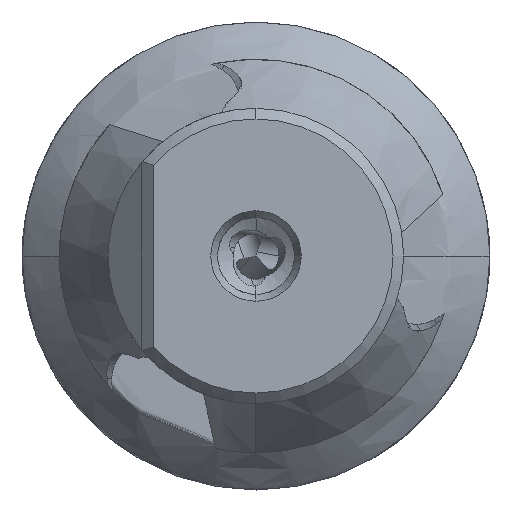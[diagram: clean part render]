
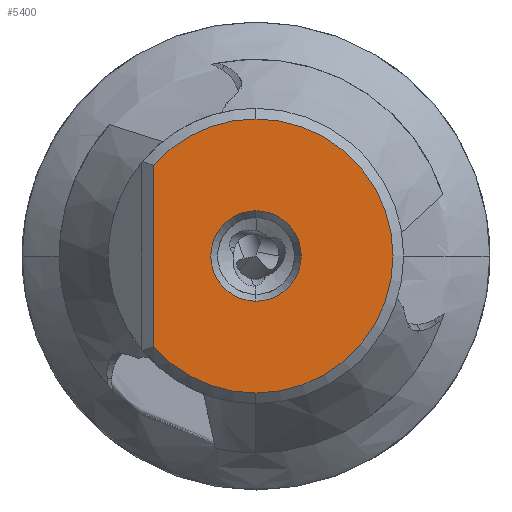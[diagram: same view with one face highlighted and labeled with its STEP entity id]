
A CAD part, left-side view. The second image highlights one B-rep face of the part: STEP entity #5400.
In plain terms, the highlighted planar face has unit normal (-1, 0, 0).
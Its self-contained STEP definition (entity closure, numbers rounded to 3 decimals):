
#90 = VERTEX_POINT ( 'NONE', #5127 ) ;
#97 = AXIS2_PLACEMENT_3D ( 'NONE', #5935, #2742, #6473 ) ;
#193 = ORIENTED_EDGE ( 'NONE', *, *, #544, .F. ) ;
#289 = VERTEX_POINT ( 'NONE', #4915 ) ;
#456 = CARTESIAN_POINT ( 'NONE',  ( -109.15, 0., 0. ) ) ;
#498 = DIRECTION ( 'NONE',  ( 0., 0., 1. ) ) ;
#514 = ORIENTED_EDGE ( 'NONE', *, *, #3261, .T. ) ;
#544 = EDGE_CURVE ( 'NONE', #2399, #3421, #829, .T. ) ;
#567 = ORIENTED_EDGE ( 'NONE', *, *, #3796, .T. ) ;
#792 = CIRCLE ( 'NONE', #5723, 3.827 ) ;
#797 = DIRECTION ( 'NONE',  ( 1., 0., 0. ) ) ;
#829 = LINE ( 'NONE', #4030, #2732 ) ;
#931 = FACE_OUTER_BOUND ( 'NONE', #4318, .T. ) ;
#1001 = DIRECTION ( 'NONE',  ( 0., 0., -1. ) ) ;
#1528 = ORIENTED_EDGE ( 'NONE', *, *, #5894, .F. ) ;
#1564 = CARTESIAN_POINT ( 'NONE',  ( -109.15, 11.6, 0. ) ) ;
#1664 = AXIS2_PLACEMENT_3D ( 'NONE', #456, #4155, #1001 ) ;
#1832 = CARTESIAN_POINT ( 'NONE',  ( -109.15, 0., -11.6 ) ) ;
#1906 = DIRECTION ( 'NONE',  ( 0., 0., 1. ) ) ;
#1932 = CARTESIAN_POINT ( 'NONE',  ( -109.15, 0., 0. ) ) ;
#1967 = DIRECTION ( 'NONE',  ( 1., 0., 0. ) ) ;
#2078 = CIRCLE ( 'NONE', #1664, 11.6 ) ;
#2117 = CIRCLE ( 'NONE', #3310, 3.827 ) ;
#2321 = CARTESIAN_POINT ( 'NONE',  ( -109.15, 0., -3.827 ) ) ;
#2361 = VERTEX_POINT ( 'NONE', #2321 ) ;
#2399 = VERTEX_POINT ( 'NONE', #4009 ) ;
#2475 = DIRECTION ( 'NONE',  ( 0., 0., -1. ) ) ;
#2732 = VECTOR ( 'NONE', #1906, 1000. ) ;
#2742 = DIRECTION ( 'NONE',  ( 1., 0., 0. ) ) ;
#3261 = EDGE_CURVE ( 'Kante22', #2361, #90, #792, .T. ) ;
#3310 = AXIS2_PLACEMENT_3D ( 'NONE', #1932, #5654, #2475 ) ;
#3421 = VERTEX_POINT ( 'NONE', #5819 ) ;
#3550 = ORIENTED_EDGE ( 'NONE', *, *, #4912, .F. ) ;
#3672 = CIRCLE ( 'NONE', #5772, 11.6 ) ;
#3685 = VERTEX_POINT ( 'NONE', #1832 ) ;
#3697 = DIRECTION ( 'NONE',  ( -1., 0., 0. ) ) ;
#3796 = EDGE_CURVE ( 'Kante22', #90, #2361, #2117, .T. ) ;
#3894 = CIRCLE ( 'NONE', #97, 11.6 ) ;
#3971 = CARTESIAN_POINT ( 'NONE',  ( -109.15, 0., 0. ) ) ;
#4009 = CARTESIAN_POINT ( 'NONE',  ( -109.15, 8.7, -7.673 ) ) ;
#4030 = CARTESIAN_POINT ( 'NONE',  ( -109.15, 8.7, 0. ) ) ;
#4155 = DIRECTION ( 'NONE',  ( 1., 0., 0. ) ) ;
#4318 = EDGE_LOOP ( 'NONE', ( #193, #6196, #3550, #1528 ) ) ;
#4507 = DIRECTION ( 'NONE',  ( 0., 0., -1. ) ) ;
#4781 = AXIS2_PLACEMENT_3D ( 'NONE', #1564, #3697, #498 ) ;
#4912 = EDGE_CURVE ( 'Kante16', #289, #3685, #3672, .T. ) ;
#4915 = CARTESIAN_POINT ( 'NONE',  ( -109.15, 0., 11.6 ) ) ;
#5127 = CARTESIAN_POINT ( 'NONE',  ( -109.15, 0., 3.827 ) ) ;
#5152 = CARTESIAN_POINT ( 'NONE',  ( -109.15, 0., 0. ) ) ;
#5400 = ADVANCED_FACE ( 'NONE', ( #931, #6418 ), #6874, .T. ) ;
#5654 = DIRECTION ( 'NONE',  ( 1., 0., 0. ) ) ;
#5682 = DIRECTION ( 'NONE',  ( 0., 0., -1. ) ) ;
#5723 = AXIS2_PLACEMENT_3D ( 'NONE', #3971, #797, #4507 ) ;
#5772 = AXIS2_PLACEMENT_3D ( 'NONE', #5152, #1967, #5682 ) ;
#5819 = CARTESIAN_POINT ( 'NONE',  ( -109.15, 8.7, 7.673 ) ) ;
#5894 = EDGE_CURVE ( 'Kante16', #3421, #289, #2078, .T. ) ;
#5913 = EDGE_LOOP ( 'NONE', ( #567, #514 ) ) ;
#5935 = CARTESIAN_POINT ( 'NONE',  ( -109.15, 0., 0. ) ) ;
#6130 = EDGE_CURVE ( 'Kante16', #3685, #2399, #3894, .T. ) ;
#6196 = ORIENTED_EDGE ( 'NONE', *, *, #6130, .F. ) ;
#6418 = FACE_BOUND ( 'NONE', #5913, .T. ) ;
#6473 = DIRECTION ( 'NONE',  ( 0., 0., -1. ) ) ;
#6874 = PLANE ( 'NONE',  #4781 ) ;
